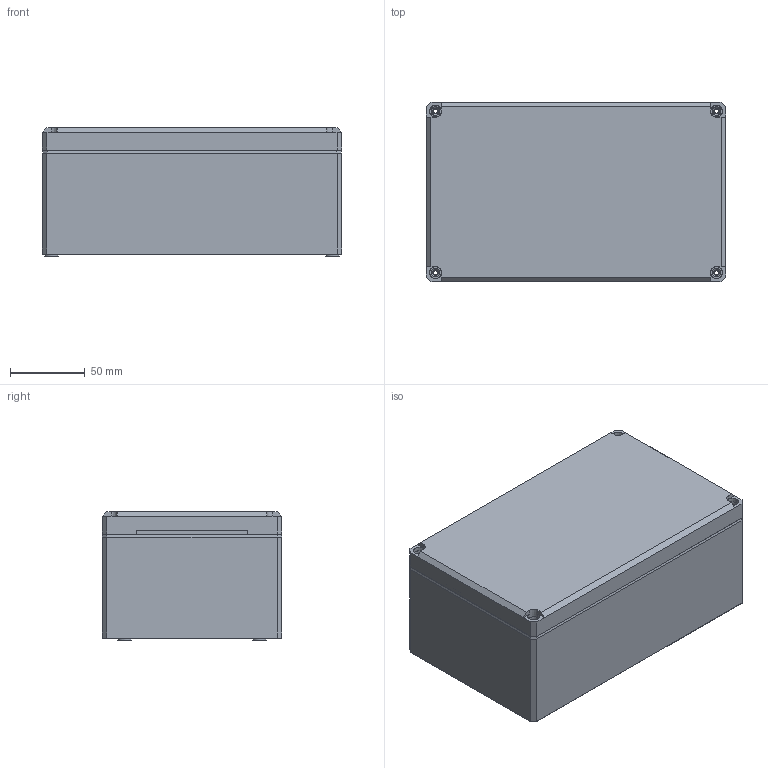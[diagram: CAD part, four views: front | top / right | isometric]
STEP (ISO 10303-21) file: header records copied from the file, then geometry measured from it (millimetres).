
FILE_DESCRIPTION((''),'2;1');
FILE_NAME('DPCP122009G_ASM','2011-04-05T',('pasi_koskela'),(''),'PRO/ENGINEER BY PARAMETRIC TECHNOLOGY CORPORATION, 2010140','PRO/ENGINEER BY PARAMETRIC TECHNOLOGY CORPORATION, 2010140','');
FILE_SCHEMA(('AUTOMOTIVE_DESIGN_CC2 { 1 2 10303 214 -1 1 5 2 }'));
Length unit declared in the file: millimetre
Products named in the file (3): DPCP122007B; DPCG122002L; DPCP122009G_ASM
Assembly tree (2 placements, depth 2):
  DPCP122009G_ASM
    DPCP122007B
    DPCG122002L
Bounding box: 200 x 120 x 86 mm (x, y, z)
Volume: 328760.6 mm3; surface area: 230657.8 mm2
Topology: 2 solids, 2 shells, 955 faces, 2377 edges, 1488 vertices
Faces by surface type: plane 351, cylinder 220, cone 160, torus 116, bspline 100, sphere 8
Entity records: 45714 total; most frequent: CARTESIAN_POINT 16103, ORIENTED_EDGE 4754, DIRECTION 4479, PRESENTATION_STYLE_ASSIGNMENT 2379, STYLED_ITEM 2379, CURVE_STYLE 2377, EDGE_CURVE 2377, AXIS2_PLACEMENT_3D 1690
